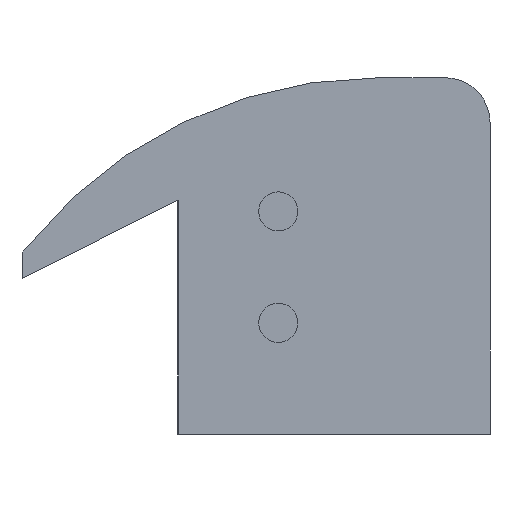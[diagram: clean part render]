
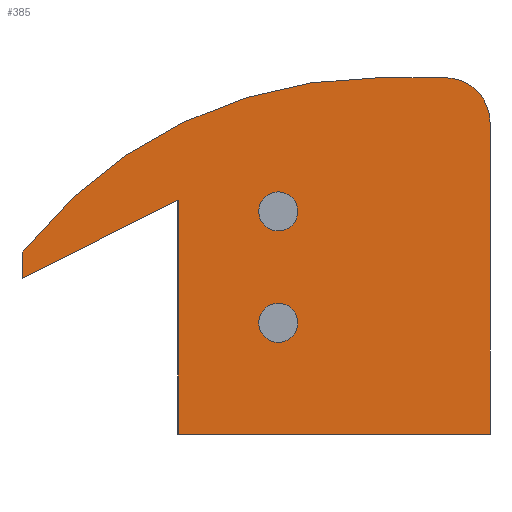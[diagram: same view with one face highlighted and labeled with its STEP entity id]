
A CAD part, left-side view. The second image highlights one B-rep face of the part: STEP entity #385.
In plain terms, the highlighted planar face has unit normal (-1, 0, 0).
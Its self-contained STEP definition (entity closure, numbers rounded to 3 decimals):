
#25=FACE_BOUND('',#127,.T.);
#26=FACE_BOUND('',#128,.T.);
#33=LINE('',#614,#64);
#34=LINE('',#618,#65);
#35=LINE('',#620,#66);
#36=LINE('',#622,#67);
#37=LINE('',#624,#68);
#38=LINE('',#626,#69);
#39=LINE('',#627,#70);
#64=VECTOR('',#491,10.);
#65=VECTOR('',#494,10.);
#66=VECTOR('',#495,10.);
#67=VECTOR('',#496,10.);
#68=VECTOR('',#497,10.);
#69=VECTOR('',#498,10.);
#70=VECTOR('',#499,10.);
#99=FACE_OUTER_BOUND('',#126,.T.);
#126=EDGE_LOOP('',(#266,#267,#268,#269,#270,#271,#272,#273,#274));
#127=EDGE_LOOP('',(#275));
#128=EDGE_LOOP('',(#276));
#161=CIRCLE('',#431,4.);
#162=CIRCLE('',#432,40.367);
#163=CIRCLE('',#433,1.75);
#164=CIRCLE('',#434,1.75);
#181=VERTEX_POINT('',#610);
#182=VERTEX_POINT('',#611);
#183=VERTEX_POINT('',#613);
#184=VERTEX_POINT('',#615);
#185=VERTEX_POINT('',#617);
#186=VERTEX_POINT('',#619);
#187=VERTEX_POINT('',#621);
#188=VERTEX_POINT('',#623);
#189=VERTEX_POINT('',#625);
#190=VERTEX_POINT('',#628);
#191=VERTEX_POINT('',#630);
#215=EDGE_CURVE('',#181,#182,#161,.T.);
#216=EDGE_CURVE('',#182,#183,#33,.T.);
#217=EDGE_CURVE('',#183,#184,#162,.T.);
#218=EDGE_CURVE('',#184,#185,#34,.T.);
#219=EDGE_CURVE('',#185,#186,#35,.T.);
#220=EDGE_CURVE('',#186,#187,#36,.T.);
#221=EDGE_CURVE('',#187,#188,#37,.T.);
#222=EDGE_CURVE('',#188,#189,#38,.T.);
#223=EDGE_CURVE('',#189,#181,#39,.T.);
#224=EDGE_CURVE('',#190,#190,#163,.T.);
#225=EDGE_CURVE('',#191,#191,#164,.T.);
#266=ORIENTED_EDGE('',*,*,#215,.T.);
#267=ORIENTED_EDGE('',*,*,#216,.T.);
#268=ORIENTED_EDGE('',*,*,#217,.T.);
#269=ORIENTED_EDGE('',*,*,#218,.T.);
#270=ORIENTED_EDGE('',*,*,#219,.T.);
#271=ORIENTED_EDGE('',*,*,#220,.T.);
#272=ORIENTED_EDGE('',*,*,#221,.T.);
#273=ORIENTED_EDGE('',*,*,#222,.T.);
#274=ORIENTED_EDGE('',*,*,#223,.T.);
#275=ORIENTED_EDGE('',*,*,#224,.T.);
#276=ORIENTED_EDGE('',*,*,#225,.T.);
#368=PLANE('',#430);
#385=ADVANCED_FACE('',(#99,#25,#26),#368,.T.);
#430=AXIS2_PLACEMENT_3D('',#609,#487,#488);
#431=AXIS2_PLACEMENT_3D('',#612,#489,#490);
#432=AXIS2_PLACEMENT_3D('',#616,#492,#493);
#433=AXIS2_PLACEMENT_3D('',#629,#500,#501);
#434=AXIS2_PLACEMENT_3D('',#631,#502,#503);
#487=DIRECTION('center_axis',(-1.,0.,0.));
#488=DIRECTION('ref_axis',(0.,0.,1.));
#489=DIRECTION('center_axis',(-1.,0.,0.));
#490=DIRECTION('ref_axis',(0.,-0.707,0.707));
#491=DIRECTION('',(0.,1.,0.));
#492=DIRECTION('center_axis',(-1.,0.,0.));
#493=DIRECTION('ref_axis',(0.,0.,1.));
#494=DIRECTION('',(0.,0.625,-0.78));
#495=DIRECTION('',(0.,0.,-1.));
#496=DIRECTION('',(0.,-0.894,0.447));
#497=DIRECTION('',(0.,0.,-1.));
#498=DIRECTION('',(0.,-1.,0.));
#499=DIRECTION('',(0.,0.,1.));
#500=DIRECTION('center_axis',(1.,0.,0.));
#501=DIRECTION('ref_axis',(0.,0.,1.));
#502=DIRECTION('center_axis',(1.,0.,0.));
#503=DIRECTION('ref_axis',(0.,0.,1.));
#609=CARTESIAN_POINT('Origin',(-476.5,-4.,86.247));
#610=CARTESIAN_POINT('',(-476.5,-30.,97.993));
#611=CARTESIAN_POINT('',(-476.5,-26.,101.993));
#612=CARTESIAN_POINT('Origin',(-476.5,-26.,97.993));
#613=CARTESIAN_POINT('',(-476.5,-20.,101.993));
#614=CARTESIAN_POINT('',(-476.5,-17.,101.993));
#615=CARTESIAN_POINT('',(-476.5,11.5,86.87));
#616=CARTESIAN_POINT('Origin',(-476.5,-20.,61.626));
#617=CARTESIAN_POINT('',(-476.5,12.,86.246));
#618=CARTESIAN_POINT('',(-476.5,8.621,90.462));
#619=CARTESIAN_POINT('',(-476.5,12.,84.));
#620=CARTESIAN_POINT('',(-476.5,12.,84.));
#621=CARTESIAN_POINT('',(-476.5,-2.,91.));
#622=CARTESIAN_POINT('',(-476.5,12.,84.));
#623=CARTESIAN_POINT('',(-476.5,-2.,70.));
#624=CARTESIAN_POINT('',(-476.5,-2.,91.));
#625=CARTESIAN_POINT('',(-476.5,-30.,70.));
#626=CARTESIAN_POINT('',(-476.5,-2.,70.));
#627=CARTESIAN_POINT('',(-476.5,-30.,70.));
#628=CARTESIAN_POINT('',(-476.5,-11.,78.25));
#629=CARTESIAN_POINT('Origin',(-476.5,-11.,80.));
#630=CARTESIAN_POINT('',(-476.5,-11.,88.25));
#631=CARTESIAN_POINT('Origin',(-476.5,-11.,90.));
